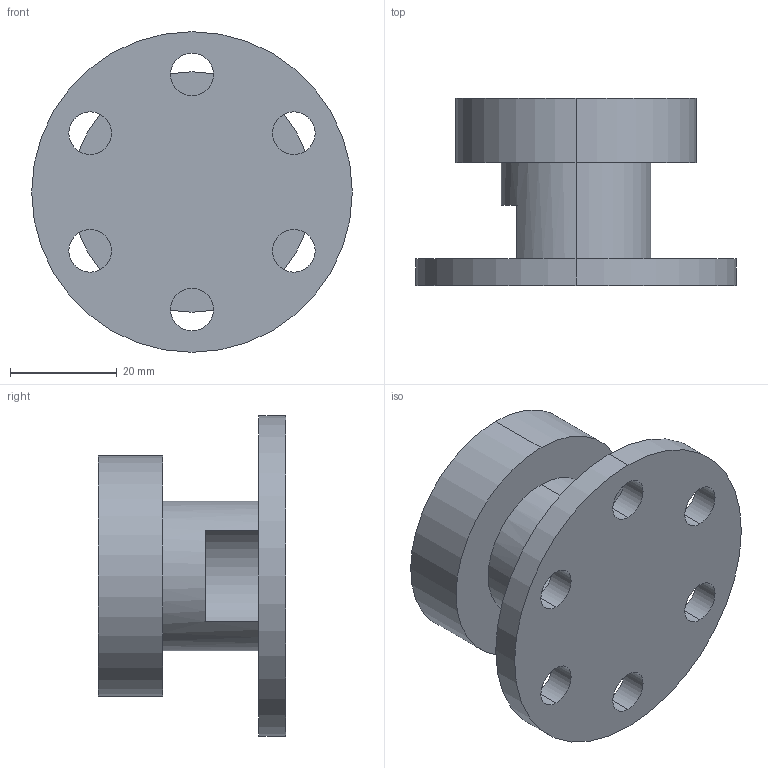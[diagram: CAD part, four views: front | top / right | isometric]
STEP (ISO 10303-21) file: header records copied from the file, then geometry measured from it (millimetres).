
FILE_DESCRIPTION (( 'STEP AP203' ), '1' );
FILE_NAME ('受压关键零件校核.STEP', '2025-04-05T08:10:34', ( '' ), ( '' ), 'SwSTEP 2.0', 'SolidWorks 2020', '' );
FILE_SCHEMA (( 'CONFIG_CONTROL_DESIGN' ));
Length unit declared in the file: millimetre
Products named in the file (1): 受压关键零件校核
Bounding box: 60 x 35 x 60 mm (x, y, z)
Volume: 31619.8 mm3; surface area: 14851.5 mm2
Topology: 1 solids, 1 shells, 51 faces, 120 edges, 80 vertices
Faces by surface type: cylinder 36, plane 15
Entity records: 1615 total; most frequent: DIRECTION 300, CARTESIAN_POINT 252, ORIENTED_EDGE 240, AXIS2_PLACEMENT_3D 128, EDGE_CURVE 120, VERTEX_POINT 80, CIRCLE 76, EDGE_LOOP 74
